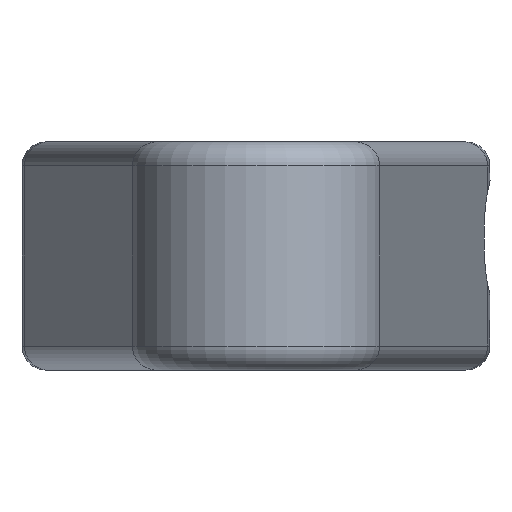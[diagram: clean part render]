
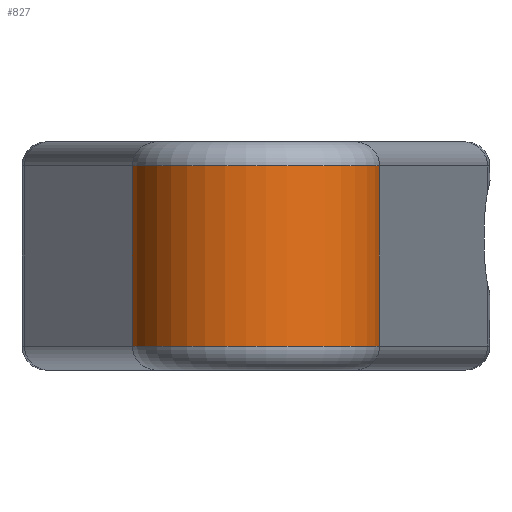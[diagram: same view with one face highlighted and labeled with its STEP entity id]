
A CAD part, left-side view. The second image highlights one B-rep face of the part: STEP entity #827.
In plain terms, the highlighted cylindrical face has radius 5.201 mm (diameter 10.402 mm), a partial arc.
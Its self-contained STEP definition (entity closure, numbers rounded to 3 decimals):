
#101=FACE_OUTER_BOUND('',#164,.T.);
#164=EDGE_LOOP('',(#710,#711,#712,#713));
#214=CIRCLE('',#928,5.201);
#226=CIRCLE('',#946,5.201);
#266=LINE('',#1453,#318);
#277=LINE('',#1511,#329);
#318=VECTOR('',#1134,10.);
#329=VECTOR('',#1207,10.);
#387=VERTEX_POINT('',#1450);
#388=VERTEX_POINT('',#1452);
#394=VERTEX_POINT('',#1469);
#402=VERTEX_POINT('',#1498);
#481=EDGE_CURVE('',#387,#388,#266,.T.);
#490=EDGE_CURVE('',#394,#387,#214,.T.);
#506=EDGE_CURVE('',#388,#402,#226,.T.);
#511=EDGE_CURVE('',#394,#402,#277,.T.);
#710=ORIENTED_EDGE('',*,*,#490,.F.);
#711=ORIENTED_EDGE('',*,*,#511,.T.);
#712=ORIENTED_EDGE('',*,*,#506,.F.);
#713=ORIENTED_EDGE('',*,*,#481,.F.);
#781=CYLINDRICAL_SURFACE('',#951,5.201);
#827=ADVANCED_FACE('',(#101),#781,.T.);
#928=AXIS2_PLACEMENT_3D('',#1471,#1153,#1154);
#946=AXIS2_PLACEMENT_3D('',#1502,#1193,#1194);
#951=AXIS2_PLACEMENT_3D('',#1510,#1205,#1206);
#1134=DIRECTION('',(0.,0.,-1.));
#1153=DIRECTION('center_axis',(0.,0.,
1.));
#1154=DIRECTION('ref_axis',(-1.,0.,0.));
#1193=DIRECTION('center_axis',(0.,0.,
-1.));
#1194=DIRECTION('ref_axis',(-1.,0.,0.));
#1205=DIRECTION('center_axis',(0.,0.,
-1.));
#1206=DIRECTION('ref_axis',(-0.147,0.989,0.));
#1207=DIRECTION('',(0.,0.,-1.));
#1450=CARTESIAN_POINT('',(79.416,82.388,-38.53));
#1452=CARTESIAN_POINT('',(79.416,82.388,-46.03));
#1453=CARTESIAN_POINT('',(79.416,82.388,-37.53));
#1469=CARTESIAN_POINT('',(79.416,92.678,-38.53));
#1471=CARTESIAN_POINT('Origin',(80.179,87.533,-38.53));
#1498=CARTESIAN_POINT('',(79.416,92.678,-46.03));
#1502=CARTESIAN_POINT('Origin',(80.179,87.533,-46.03));
#1510=CARTESIAN_POINT('Origin',(80.179,87.533,-37.53));
#1511=CARTESIAN_POINT('',(79.416,92.678,-37.53));
